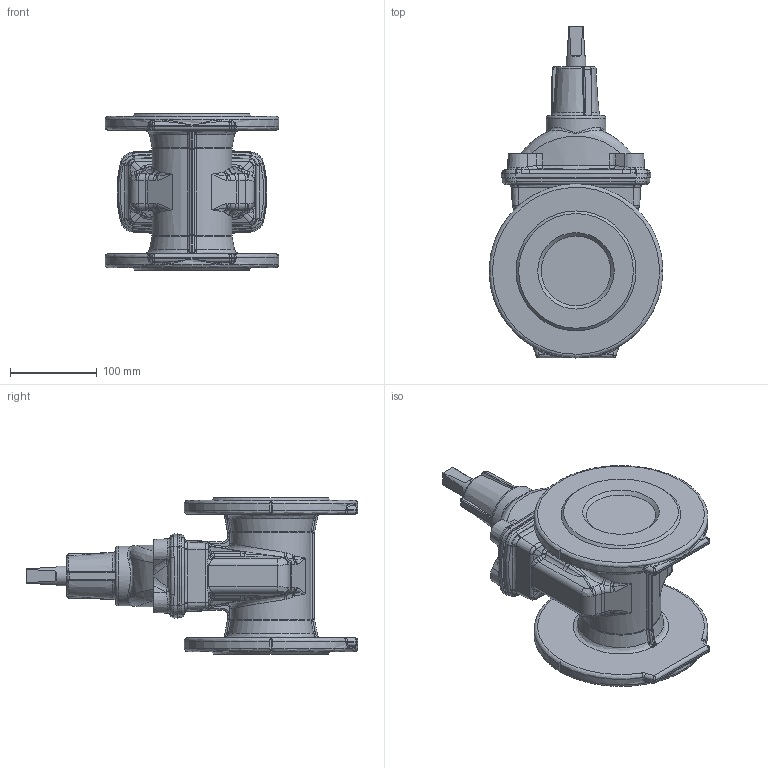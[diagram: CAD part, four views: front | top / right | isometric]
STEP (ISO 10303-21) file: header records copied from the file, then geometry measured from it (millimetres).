
FILE_DESCRIPTION (( 'STEP AP203' ), '1' );
FILE_NAME ('O_06_30_DN080_0146499_STEP.STEP', '2016-05-23T06:39:34', ( 'Windows User' ), ( 'AVK' ), 'SwSTEP 2.0', 'SolidWorks 2012', '' );
FILE_SCHEMA (( 'CONFIG_CONTROL_DESIGN' ));
Length unit declared in the file: millimetre
Products named in the file (1): O_06_30_DN080_0146499_STEP
Bounding box: 199.98 x 382 x 180 mm (x, y, z)
Volume: 3642291.3 mm3; surface area: 254957.7 mm2
Topology: 1 solids, 1 shells, 687 faces, 1627 edges, 919 vertices
Faces by surface type: bspline 387, cylinder 145, plane 102, cone 53
Full cylindrical faces by diameter (mm): 23 x1, 69 x1
Entity records: 37210 total; most frequent: CARTESIAN_POINT 24318, ORIENTED_EDGE 3160, DIRECTION 2024, EDGE_CURVE 1580, VERTEX_POINT 914, AXIS2_PLACEMENT_3D 833, EDGE_LOOP 706, FACE_OUTER_BOUND 693
